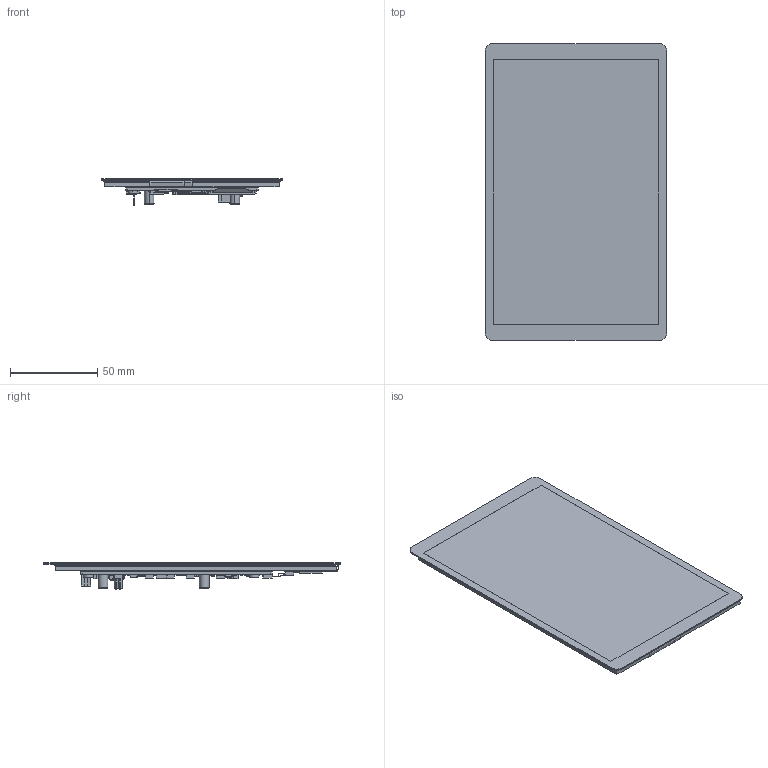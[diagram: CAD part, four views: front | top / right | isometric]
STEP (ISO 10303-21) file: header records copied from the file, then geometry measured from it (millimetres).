
FILE_DESCRIPTION((''),'2;1');
FILE_NAME('7INCH-DSI-LCD-E_ASM','2024-11-04T15:30:49',('xiaojisheng'),(''),'CREO PARAMETRIC BY PTC INC, 2021063','CREO PARAMETRIC BY PTC INC, 2021063','');
FILE_SCHEMA(('CONFIG_CONTROL_DESIGN','SHAPE_APPEARANCE_LAYERS_GROUPS'));
Products named in the file (10): 7INCH-070II18811771A-800X1280; TP_TV070HDM-TL0-39P0; TV070HDM-TL0-39P0_ASM; TYPE-C_USB-9X3X6_5; 101INCH-DSI-PCBA-20220510; SWITCH-SMT-TDA04; 8_10INCH-DSI_PCBA-0428_ASM; EVA; FPC; 7INCH-DSI-LCD-E_ASM
Assembly tree (9 placements, depth 3):
  7INCH-DSI-LCD-E_ASM
    TV070HDM-TL0-39P0_ASM
      7INCH-070II18811771A-800X1280
      TP_TV070HDM-TL0-39P0
    8_10INCH-DSI_PCBA-0428_ASM
      TYPE-C_USB-9X3X6_5
      101INCH-DSI-PCBA-20220510
      SWITCH-SMT-TDA04
    EVA
    FPC
Bounding box: 104.2 x 170.18 x 15.3 mm (x, y, z)
Volume: 81262.7 mm3; surface area: 97492.5 mm2
Topology: 17 solids, 17 shells, 4314 faces, 12613 edges, 8086 vertices
Faces by surface type: plane 3653, cylinder 535, cone 58, extrusion 36, bspline 32
Entity records: 179388 total; most frequent: CARTESIAN_POINT 33100, ORIENTED_EDGE 25194, DIRECTION 21473, EDGE_CURVE 12597, VECTOR 10423, LINE 10387, VERTEX_POINT 8086, PRESENTATION_STYLE_ASSIGNMENT 6033
